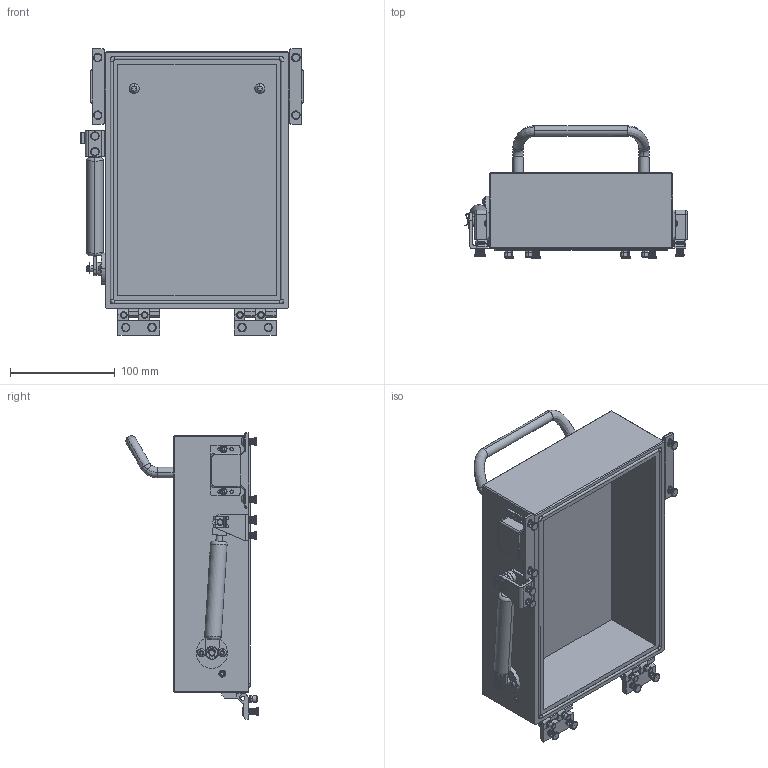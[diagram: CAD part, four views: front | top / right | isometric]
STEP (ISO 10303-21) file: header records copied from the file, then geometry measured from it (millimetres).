
FILE_DESCRIPTION (( 'STEP AP203' ), '1' );
FILE_NAME ('INGUN_17469.STEP', '2023-07-19T12:30:25', ( '' ), ( '' ), 'SwSTEP 2.0', 'SolidWorks 2021', '' );
FILE_SCHEMA (( 'CONFIG_CONTROL_DESIGN' ));
Length unit declared in the file: millimetre
Products named in the file (31): 8577~1; K_02038~0; Gewindebuchse~n_M04-07,5 geschlossen; 2348~1_ Verschluss rechts ohne Bolzen<Standard>; 17984~4_090ø<Standard>; 2348_3~0; ISO7380~n_M04,0x008; 5107~1_VKH-17469<Standard>; DIN912~n_M04,0x008; DIN923~n_M04x04; K_02037~0_Standard ohne Dyn Punkt<Standard>; 2497~0; DIN125~n_03,2 M03,0; INGUN_17469; 35805~0_S; 17281~0_S; DIN7991~n_M04,0x010; 15537-2~0; 15537-1~0; DIN125~n_04,3 M04,0; ISO7380~n_M05,0x020; 15536~0; DIN_6799_-_A2~n_d 5; 17984_1~2_ADPbefestigung<Standard>; ASR~asr_拱06,2x04x拌12; 17053~3; ISO7380~n_M04,0x010; 2348_2~0; 17984_1~2_bearbeitet<Standard>; ISO7380~n_M03,0x010; 17470~5
Assembly tree (66 placements, depth 3):
  INGUN_17469
    17470~5
    2497~0
      K_02037~0_Standard ohne Dyn Punkt<Standard>
      K_02038~0
    2348~1_ Verschluss rechts ohne Bolzen<Standard>
      2348_3~0
      2348_2~0
    17053~3
    ASR~asr_拱06,2x04x拌12  x2
    DIN_6799_-_A2~n_d 5
    8577~1
    17984~4_090ø<Standard>  x2
      17984_1~2_ADPbefestigung<Standard>
      17984_1~2_bearbeitet<Standard>
    5107~1_VKH-17469<Standard>
    15536~0  x2
      15537-1~0
      15537-2~0
    DIN923~n_M04x04  x4
    17281~0_S  x4
    35805~0_S
    Gewindebuchse~n_M04-07,5 geschlossen  x10
    ISO7380~n_M04,0x008  x4
    DIN125~n_04,3 M04,0  x4
    DIN125~n_03,2 M03,0  x4
    ISO7380~n_M04,0x010  x2
    ISO7380~n_M05,0x020  x2
    DIN912~n_M04,0x008  x2
    ISO7380~n_M03,0x010  x4
    DIN7991~n_M04,0x010  x4
Bounding box: 212 x 126.1 x 273.5 mm (x, y, z)
Volume: 1194726.8 mm3; surface area: 265291 mm2
Topology: 74 solids, 74 shells, 2974 faces, 7068 edges, 4560 vertices
Faces by surface type: plane 1770, cylinder 827, cone 206, torus 126, bspline 45
Entity records: 38218 total; most frequent: CARTESIAN_POINT 8037, DIRECTION 5806, ORIENTED_EDGE 5180, EDGE_CURVE 2590, AXIS2_PLACEMENT_3D 2253, VERTEX_POINT 1662, LINE 1300, VECTOR 1300
